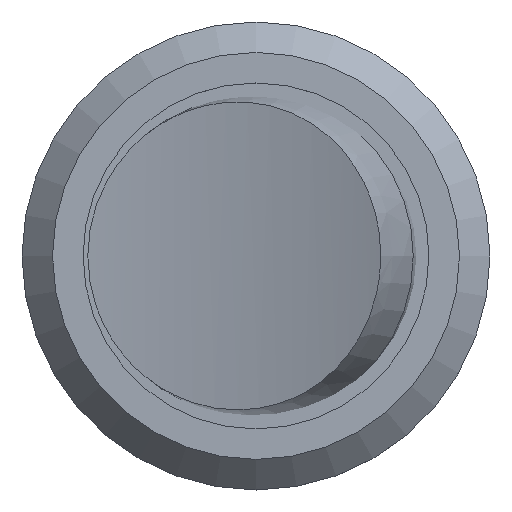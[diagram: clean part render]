
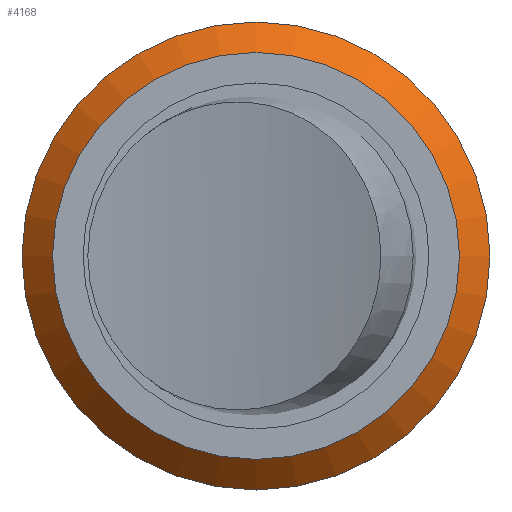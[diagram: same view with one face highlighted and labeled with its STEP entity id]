
A CAD part, top view. The second image highlights one B-rep face of the part: STEP entity #4168.
In plain terms, the highlighted conical face has half-angle 45 degrees and reference radius 11.5 mm.
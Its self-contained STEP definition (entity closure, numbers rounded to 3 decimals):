
#4025 = CYLINDRICAL_SURFACE('',#4026,11.5);
#4026 = AXIS2_PLACEMENT_3D('',#4027,#4028,#4029);
#4027 = CARTESIAN_POINT('',(0.,0.,14.5));
#4028 = DIRECTION('',(0.,0.,1.));
#4029 = DIRECTION('',(1.,0.,0.));
#4115 = VERTEX_POINT('',#4116);
#4116 = CARTESIAN_POINT('',(11.5,0.,15.));
#4137 = EDGE_CURVE('',#4115,#4115,#4138,.T.);
#4138 = SURFACE_CURVE('',#4139,(#4144,#4151),.PCURVE_S1.);
#4139 = CIRCLE('',#4140,11.5);
#4140 = AXIS2_PLACEMENT_3D('',#4141,#4142,#4143);
#4141 = CARTESIAN_POINT('',(0.,0.,15.));
#4142 = DIRECTION('',(0.,0.,-1.));
#4143 = DIRECTION('',(1.,0.,0.));
#4144 = PCURVE('',#4025,#4145);
#4145 = DEFINITIONAL_REPRESENTATION('',(#4146),#4150);
#4146 = LINE('',#4147,#4148);
#4147 = CARTESIAN_POINT('',(0.,0.5));
#4148 = VECTOR('',#4149,1.);
#4149 = DIRECTION('',(-1.,0.));
#4150 = ( GEOMETRIC_REPRESENTATION_CONTEXT(2) 
PARAMETRIC_REPRESENTATION_CONTEXT() REPRESENTATION_CONTEXT('2D SPACE',''
  ) );
#4151 = PCURVE('',#4152,#4157);
#4152 = CONICAL_SURFACE('',#4153,11.5,0.785);
#4153 = AXIS2_PLACEMENT_3D('',#4154,#4155,#4156);
#4154 = CARTESIAN_POINT('',(0.,0.,15.));
#4155 = DIRECTION('',(0.,0.,-1.));
#4156 = DIRECTION('',(1.,0.,0.));
#4157 = DEFINITIONAL_REPRESENTATION('',(#4158),#4162);
#4158 = LINE('',#4159,#4160);
#4159 = CARTESIAN_POINT('',(0.,0.));
#4160 = VECTOR('',#4161,1.);
#4161 = DIRECTION('',(1.,0.));
#4162 = ( GEOMETRIC_REPRESENTATION_CONTEXT(2) 
PARAMETRIC_REPRESENTATION_CONTEXT() REPRESENTATION_CONTEXT('2D SPACE',''
  ) );
#4168 = ADVANCED_FACE('',(#4169),#4152,.T.);
#4169 = FACE_BOUND('',#4170,.F.);
#4170 = EDGE_LOOP('',(#4171,#4172,#4195,#4222));
#4171 = ORIENTED_EDGE('',*,*,#4137,.T.);
#4172 = ORIENTED_EDGE('',*,*,#4173,.T.);
#4173 = EDGE_CURVE('',#4115,#4174,#4176,.T.);
#4174 = VERTEX_POINT('',#4175);
#4175 = CARTESIAN_POINT('',(10.,0.,16.5));
#4176 = SEAM_CURVE('',#4177,(#4181,#4188),.PCURVE_S1.);
#4177 = LINE('',#4178,#4179);
#4178 = CARTESIAN_POINT('',(11.5,0.,15.));
#4179 = VECTOR('',#4180,1.);
#4180 = DIRECTION('',(-0.707,0.,
    0.707));
#4181 = PCURVE('',#4152,#4182);
#4182 = DEFINITIONAL_REPRESENTATION('',(#4183),#4187);
#4183 = LINE('',#4184,#4185);
#4184 = CARTESIAN_POINT('',(0.,0.));
#4185 = VECTOR('',#4186,1.);
#4186 = DIRECTION('',(0.,-1.));
#4187 = ( GEOMETRIC_REPRESENTATION_CONTEXT(2) 
PARAMETRIC_REPRESENTATION_CONTEXT() REPRESENTATION_CONTEXT('2D SPACE',''
  ) );
#4188 = PCURVE('',#4152,#4189);
#4189 = DEFINITIONAL_REPRESENTATION('',(#4190),#4194);
#4190 = LINE('',#4191,#4192);
#4191 = CARTESIAN_POINT('',(6.283,0.));
#4192 = VECTOR('',#4193,1.);
#4193 = DIRECTION('',(0.,-1.));
#4194 = ( GEOMETRIC_REPRESENTATION_CONTEXT(2) 
PARAMETRIC_REPRESENTATION_CONTEXT() REPRESENTATION_CONTEXT('2D SPACE',''
  ) );
#4195 = ORIENTED_EDGE('',*,*,#4196,.F.);
#4196 = EDGE_CURVE('',#4174,#4174,#4197,.T.);
#4197 = SURFACE_CURVE('',#4198,(#4203,#4210),.PCURVE_S1.);
#4198 = CIRCLE('',#4199,10.);
#4199 = AXIS2_PLACEMENT_3D('',#4200,#4201,#4202);
#4200 = CARTESIAN_POINT('',(0.,0.,16.5));
#4201 = DIRECTION('',(0.,0.,-1.));
#4202 = DIRECTION('',(1.,0.,0.));
#4203 = PCURVE('',#4152,#4204);
#4204 = DEFINITIONAL_REPRESENTATION('',(#4205),#4209);
#4205 = LINE('',#4206,#4207);
#4206 = CARTESIAN_POINT('',(0.,-1.5));
#4207 = VECTOR('',#4208,1.);
#4208 = DIRECTION('',(1.,0.));
#4209 = ( GEOMETRIC_REPRESENTATION_CONTEXT(2) 
PARAMETRIC_REPRESENTATION_CONTEXT() REPRESENTATION_CONTEXT('2D SPACE',''
  ) );
#4210 = PCURVE('',#4211,#4216);
#4211 = PLANE('',#4212);
#4212 = AXIS2_PLACEMENT_3D('',#4213,#4214,#4215);
#4213 = CARTESIAN_POINT('',(0.,0.,16.5));
#4214 = DIRECTION('',(0.,0.,-1.));
#4215 = DIRECTION('',(1.,0.,0.));
#4216 = DEFINITIONAL_REPRESENTATION('',(#4217),#4221);
#4217 = CIRCLE('',#4218,10.);
#4218 = AXIS2_PLACEMENT_2D('',#4219,#4220);
#4219 = CARTESIAN_POINT('',(0.,0.));
#4220 = DIRECTION('',(1.,0.));
#4221 = ( GEOMETRIC_REPRESENTATION_CONTEXT(2) 
PARAMETRIC_REPRESENTATION_CONTEXT() REPRESENTATION_CONTEXT('2D SPACE',''
  ) );
#4222 = ORIENTED_EDGE('',*,*,#4173,.F.);
